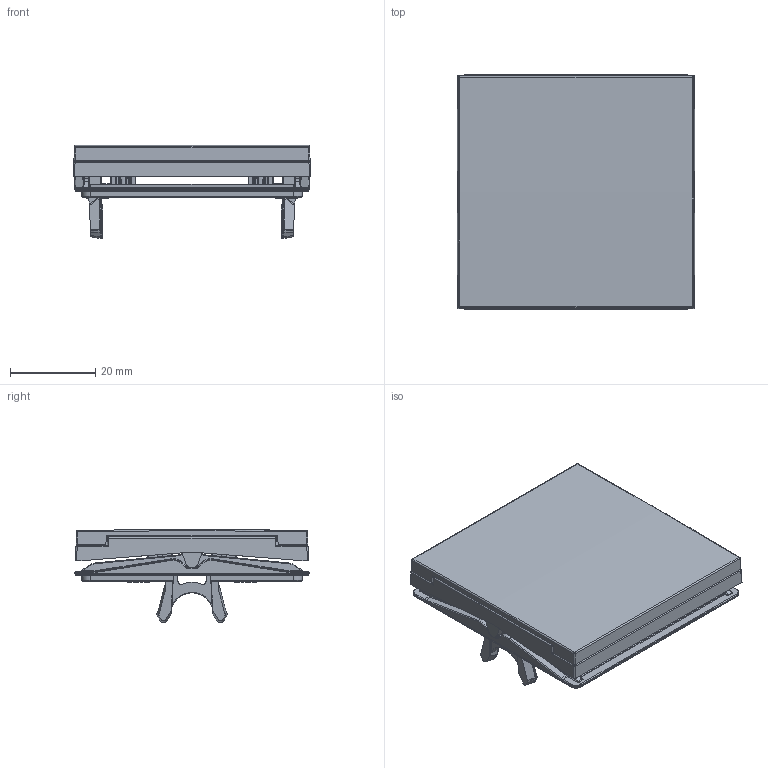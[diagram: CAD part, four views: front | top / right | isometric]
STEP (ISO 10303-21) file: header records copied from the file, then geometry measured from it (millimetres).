
FILE_DESCRIPTION((''),'2;1');
FILE_NAME('WAW1233WG_ASM','2025-03-13T08:39:39',('colosir'),(''),'CREO PARAMETRIC BY PTC INC, 2023154','CREO PARAMETRIC BY PTC INC, 2023154','');
FILE_SCHEMA(('AUTOMOTIVE_DESIGN { 1 0 10303 214 1 1 1 1 }'));
Length unit declared in the file: millimetre
Products named in the file (6): W4G0272_18; W1D1222_00; W1A2572_80; W1Z0195_00; W1A2303_99; WAW1233WG_ASM
Assembly tree (5 placements, depth 2):
  WAW1233WG_ASM
    W4G0272_18
    W1D1222_00
    W1A2572_80
    W1Z0195_00
    W1A2303_99
Bounding box: 55.6 x 54.8 x 21.8 mm (x, y, z)
Volume: 14960.7 mm3; surface area: 25730.7 mm2
Topology: 4 solids, 4 shells, 2553 faces, 6555 edges, 4058 vertices
Faces by surface type: plane 1209, cylinder 573, bspline 432, extrusion 93, torus 88, sphere 84, cone 74
Entity records: 99873 total; most frequent: CARTESIAN_POINT 41217, ORIENTED_EDGE 13086, DIRECTION 10622, EDGE_CURVE 6543, VECTOR 4124, VERTEX_POINT 4058, LINE 4031, AXIS2_PLACEMENT_3D 3249
